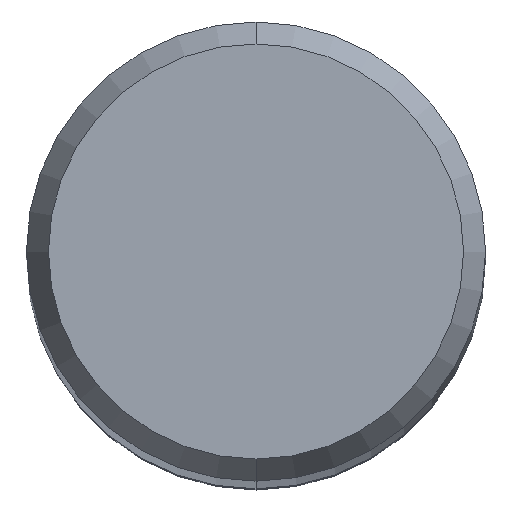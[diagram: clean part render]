
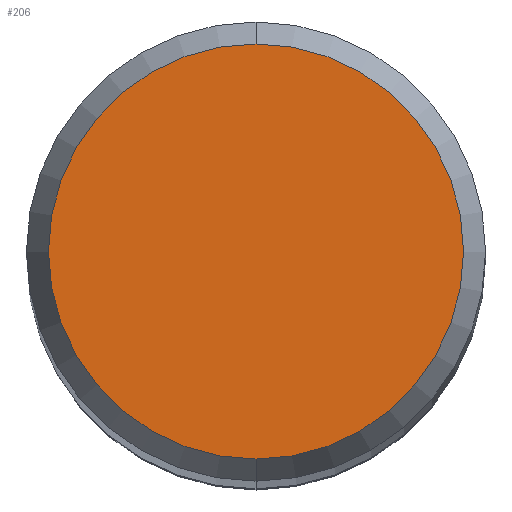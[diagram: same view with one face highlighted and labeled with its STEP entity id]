
A CAD part, top view. The second image highlights one B-rep face of the part: STEP entity #206.
In plain terms, the highlighted planar face has unit normal (0, 0, 1).
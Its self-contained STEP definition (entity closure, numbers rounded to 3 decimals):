
#168=VERTEX_POINT('',#368);
#184=EDGE_CURVE('',#272,#168,#385,.T.);
#206=ADVANCED_FACE('',(#409),#410,.T.);
#260=EDGE_CURVE('',#168,#272,#469,.T.);
#272=VERTEX_POINT('',#483);
#368=CARTESIAN_POINT('',(0.,-2.158,0.01));
#385=CIRCLE('',#612,2.158);
#409=FACE_OUTER_BOUND('',#640,.T.);
#410=PLANE('',#641);
#469=CIRCLE('',#717,2.158);
#483=CARTESIAN_POINT('',(0.0,2.158,0.01));
#612=AXIS2_PLACEMENT_3D('',#866,#867,#868);
#640=EDGE_LOOP('',(#897,#898));
#641=AXIS2_PLACEMENT_3D('',#899,#900,#901);
#717=AXIS2_PLACEMENT_3D('',#966,#967,#968);
#866=CARTESIAN_POINT('',(0.0,0.0,0.01));
#867=DIRECTION('',(0.0,0.0,-1.0));
#868=DIRECTION('',(0.0,1.0,0.0));
#897=ORIENTED_EDGE('',*,*,#184,.F.);
#898=ORIENTED_EDGE('',*,*,#260,.F.);
#899=CARTESIAN_POINT('',(0.0,1.079,0.01));
#900=DIRECTION('',(-0.0,0.0,1.0));
#901=DIRECTION('',(0.0,-1.0,0.0));
#966=CARTESIAN_POINT('',(0.0,0.0,0.01));
#967=DIRECTION('',(0.0,0.0,-1.0));
#968=DIRECTION('',(0.0,1.0,0.0));
